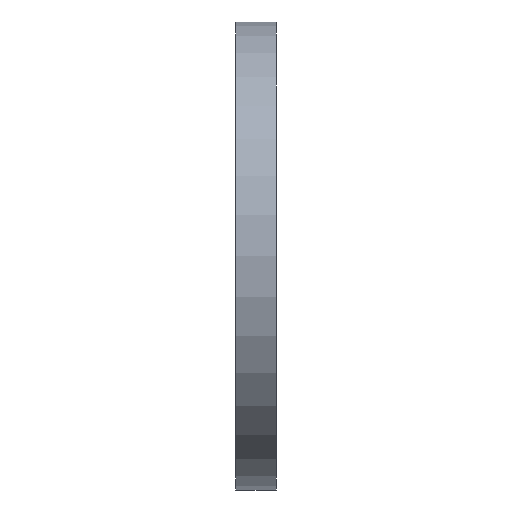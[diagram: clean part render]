
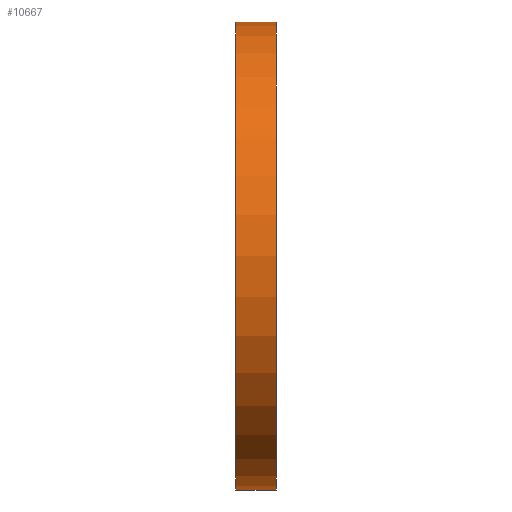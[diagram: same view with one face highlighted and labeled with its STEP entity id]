
A CAD part, left-side view. The second image highlights one B-rep face of the part: STEP entity #10667.
In plain terms, the highlighted cylindrical face has radius 35 mm (diameter 70 mm), a partial arc.
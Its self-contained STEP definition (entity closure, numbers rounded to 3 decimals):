
#139 = CARTESIAN_POINT ( 'NONE',  ( 0., 0., 35. ) ) ;
#705 = DIRECTION ( 'NONE',  ( 0., 0., 1. ) ) ;
#715 = VERTEX_POINT ( 'NONE', #10120 ) ;
#1204 = VECTOR ( 'NONE', #7243, 1000. ) ;
#1802 = CIRCLE ( 'NONE', #10642, 35. ) ;
#2194 = CIRCLE ( 'NONE', #11817, 35. ) ;
#2216 = LINE ( 'NONE', #3278, #1204 ) ;
#2547 = VERTEX_POINT ( 'NONE', #8050 ) ;
#3278 = CARTESIAN_POINT ( 'NONE',  ( 0., 6., -35. ) ) ;
#3778 = ORIENTED_EDGE ( 'NONE', *, *, #11029, .T. ) ;
#4365 = AXIS2_PLACEMENT_3D ( 'NONE', #7861, #6128, #7153 ) ;
#4859 = ORIENTED_EDGE ( 'NONE', *, *, #10364, .F. ) ;
#5447 = DIRECTION ( 'NONE',  ( 0., 0., 1. ) ) ;
#5501 = DIRECTION ( 'NONE',  ( 0., 1., 0. ) ) ;
#5919 = VERTEX_POINT ( 'NONE', #139 ) ;
#6128 = DIRECTION ( 'NONE',  ( 0., -1., 0. ) ) ;
#7153 = DIRECTION ( 'NONE',  ( 0., 0., -1. ) ) ;
#7243 = DIRECTION ( 'NONE',  ( 0., -1., 0. ) ) ;
#7357 = CARTESIAN_POINT ( 'NONE',  ( 0., 0., -35. ) ) ;
#7498 = CYLINDRICAL_SURFACE ( 'NONE', #4365, 35. ) ;
#7861 = CARTESIAN_POINT ( 'NONE',  ( 0., 6., 0. ) ) ;
#7929 = VECTOR ( 'NONE', #13428, 1000. ) ;
#8050 = CARTESIAN_POINT ( 'NONE',  ( 0., 6., -35. ) ) ;
#8226 = CARTESIAN_POINT ( 'NONE',  ( 0., 0., 0. ) ) ;
#8670 = CARTESIAN_POINT ( 'NONE',  ( 0., 6., 0. ) ) ;
#10096 = EDGE_CURVE ( 'NONE', #2547, #12832, #2216, .T. ) ;
#10120 = CARTESIAN_POINT ( 'NONE',  ( 0., 6., 35. ) ) ;
#10364 = EDGE_CURVE ( 'NONE', #2547, #715, #2194, .T. ) ;
#10424 = ORIENTED_EDGE ( 'NONE', *, *, #10096, .T. ) ;
#10642 = AXIS2_PLACEMENT_3D ( 'NONE', #8226, #12458, #705 ) ;
#10667 = ADVANCED_FACE ( 'NONE', ( #11689 ), #7498, .T. ) ;
#11029 = EDGE_CURVE ( 'NONE', #12832, #5919, #1802, .T. ) ;
#11669 = ORIENTED_EDGE ( 'NONE', *, *, #13298, .F. ) ;
#11689 = FACE_OUTER_BOUND ( 'NONE', #13615, .T. ) ;
#11817 = AXIS2_PLACEMENT_3D ( 'NONE', #8670, #5501, #5447 ) ;
#12359 = CARTESIAN_POINT ( 'NONE',  ( 0., 6., 35. ) ) ;
#12458 = DIRECTION ( 'NONE',  ( 0., 1., 0. ) ) ;
#12832 = VERTEX_POINT ( 'NONE', #7357 ) ;
#13298 = EDGE_CURVE ( 'NONE', #715, #5919, #13462, .T. ) ;
#13428 = DIRECTION ( 'NONE',  ( 0., -1., 0. ) ) ;
#13462 = LINE ( 'NONE', #12359, #7929 ) ;
#13615 = EDGE_LOOP ( 'NONE', ( #11669, #4859, #10424, #3778 ) ) ;
